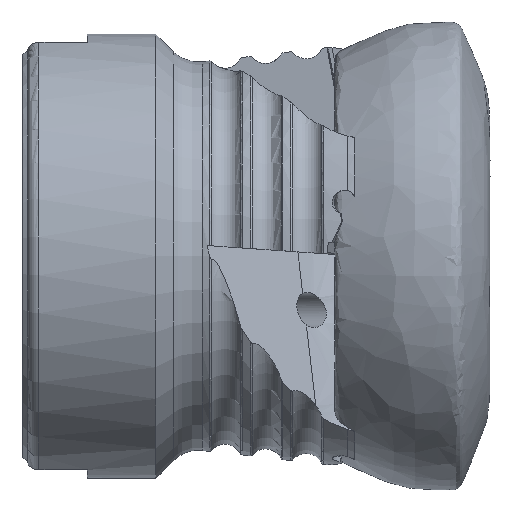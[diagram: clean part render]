
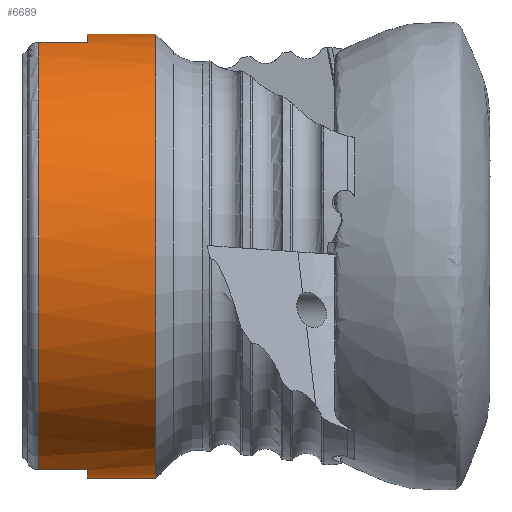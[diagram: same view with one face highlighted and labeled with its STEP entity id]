
A CAD part, front view. The second image highlights one B-rep face of the part: STEP entity #6689.
In plain terms, the highlighted cylindrical face has radius 19 mm (diameter 38 mm), a full revolution.
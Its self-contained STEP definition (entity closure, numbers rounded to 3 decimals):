
#51 = CARTESIAN_POINT ( 'NONE',  ( -27.455, 0., 0. ) ) ;
#68 = EDGE_CURVE ( 'NONE', #3437, #1569, #3425, .T. ) ;
#271 = EDGE_CURVE ( 'NONE', #8111, #3437, #6373, .T. ) ;
#364 = CIRCLE ( 'NONE', #3989, 19. ) ;
#368 = CARTESIAN_POINT ( 'NONE',  ( 0., 0., 0. ) ) ;
#519 = EDGE_CURVE ( 'NONE', #3034, #5623, #3052, .T. ) ;
#706 = CARTESIAN_POINT ( 'NONE',  ( -27.455, 0., -19. ) ) ;
#744 = CYLINDRICAL_SURFACE ( 'NONE', #9137, 19. ) ;
#796 = CARTESIAN_POINT ( 'NONE',  ( -37.455, 5.154, 18.288 ) ) ;
#827 = DIRECTION ( 'NONE',  ( 0., 0., -1. ) ) ;
#922 = DIRECTION ( 'NONE',  ( -1., 0., 0. ) ) ;
#973 = VECTOR ( 'NONE', #922, 1000. ) ;
#1038 = CARTESIAN_POINT ( 'NONE',  ( -37.455, 5.154, -18.288 ) ) ;
#1067 = CARTESIAN_POINT ( 'NONE',  ( 0., -5.154, -18.288 ) ) ;
#1128 = EDGE_CURVE ( 'NONE', #5623, #5358, #10091, .T. ) ;
#1280 = DIRECTION ( 'NONE',  ( -1., 0., 0. ) ) ;
#1294 = CARTESIAN_POINT ( 'NONE',  ( -37.455, 0., 0. ) ) ;
#1335 = VECTOR ( 'NONE', #1853, 1000. ) ;
#1569 = VERTEX_POINT ( 'NONE', #6438 ) ;
#1598 = EDGE_CURVE ( 'Kante166', #5358, #7349, #8065, .T. ) ;
#1853 = DIRECTION ( 'NONE',  ( 1., 0., 0. ) ) ;
#2085 = DIRECTION ( 'NONE',  ( 0., 0., -1. ) ) ;
#2496 = CARTESIAN_POINT ( 'NONE',  ( -33.305, 5.154, -18.288 ) ) ;
#2531 = CARTESIAN_POINT ( 'NONE',  ( 0., 5.154, 18.288 ) ) ;
#2553 = EDGE_CURVE ( 'NONE', #4841, #4841, #8568, .T. ) ;
#2633 = ORIENTED_EDGE ( 'NONE', *, *, #4658, .T. ) ;
#2637 = DIRECTION ( 'NONE',  ( 1., 0., 0. ) ) ;
#2789 = ORIENTED_EDGE ( 'NONE', *, *, #7168, .F. ) ;
#2839 = AXIS2_PLACEMENT_3D ( 'NONE', #7330, #2637, #8128 ) ;
#2880 = CARTESIAN_POINT ( 'NONE',  ( -33.305, 0., 0. ) ) ;
#3034 = VERTEX_POINT ( 'NONE', #2496 ) ;
#3052 = LINE ( 'NONE', #6374, #973 ) ;
#3073 = CARTESIAN_POINT ( 'NONE',  ( -33.305, 5.154, 18.288 ) ) ;
#3084 = FACE_OUTER_BOUND ( 'NONE', #5858, .T. ) ;
#3160 = ORIENTED_EDGE ( 'NONE', *, *, #1598, .T. ) ;
#3403 = VECTOR ( 'NONE', #7260, 1000. ) ;
#3425 = LINE ( 'NONE', #1067, #1335 ) ;
#3437 = VERTEX_POINT ( 'NONE', #9297 ) ;
#3663 = DIRECTION ( 'NONE',  ( 0., 0., -1. ) ) ;
#3872 = VECTOR ( 'NONE', #6270, 1000. ) ;
#3989 = AXIS2_PLACEMENT_3D ( 'NONE', #5979, #1280, #6755 ) ;
#4042 = EDGE_LOOP ( 'NONE', ( #8510 ) ) ;
#4139 = CARTESIAN_POINT ( 'NONE',  ( -37.455, -5.154, 18.288 ) ) ;
#4459 = AXIS2_PLACEMENT_3D ( 'NONE', #1294, #6766, #2085 ) ;
#4658 = EDGE_CURVE ( 'NONE', #6695, #8111, #9923, .T. ) ;
#4805 = ORIENTED_EDGE ( 'NONE', *, *, #68, .T. ) ;
#4841 = VERTEX_POINT ( 'NONE', #706 ) ;
#4863 = AXIS2_PLACEMENT_3D ( 'NONE', #51, #5531, #827 ) ;
#5065 = DIRECTION ( 'NONE',  ( 1., 0., 0. ) ) ;
#5358 = VERTEX_POINT ( 'NONE', #796 ) ;
#5531 = DIRECTION ( 'NONE',  ( 1., 0., 0. ) ) ;
#5558 = CARTESIAN_POINT ( 'NONE',  ( 0., -5.154, 18.288 ) ) ;
#5623 = VERTEX_POINT ( 'NONE', #1038 ) ;
#5772 = ORIENTED_EDGE ( 'NONE', *, *, #1128, .T. ) ;
#5858 = EDGE_LOOP ( 'NONE', ( #5772, #3160, #2789, #2633, #9954, #4805, #6090, #7584 ) ) ;
#5979 = CARTESIAN_POINT ( 'NONE',  ( -33.305, 0., 0. ) ) ;
#6090 = ORIENTED_EDGE ( 'NONE', *, *, #6165, .F. ) ;
#6165 = EDGE_CURVE ( 'Kante164', #3034, #1569, #8995, .T. ) ;
#6270 = DIRECTION ( 'NONE',  ( -1., 0., 0. ) ) ;
#6373 = CIRCLE ( 'NONE', #4459, 19. ) ;
#6374 = CARTESIAN_POINT ( 'NONE',  ( 0., 5.154, -18.288 ) ) ;
#6438 = CARTESIAN_POINT ( 'NONE',  ( -33.305, -5.154, -18.288 ) ) ;
#6689 = ADVANCED_FACE ( 'NONE', ( #3084, #6987 ), #744, .T. ) ;
#6695 = VERTEX_POINT ( 'NONE', #9040 ) ;
#6755 = DIRECTION ( 'NONE',  ( 0., 0., -1. ) ) ;
#6766 = DIRECTION ( 'NONE',  ( 1., 0., 0. ) ) ;
#6987 = FACE_OUTER_BOUND ( 'NONE', #4042, .T. ) ;
#7168 = EDGE_CURVE ( 'NONE', #6695, #7349, #364, .T. ) ;
#7260 = DIRECTION ( 'NONE',  ( 1., 0., 0. ) ) ;
#7330 = CARTESIAN_POINT ( 'NONE',  ( -37.455, 0., 0. ) ) ;
#7349 = VERTEX_POINT ( 'NONE', #3073 ) ;
#7584 = ORIENTED_EDGE ( 'NONE', *, *, #519, .T. ) ;
#8065 = LINE ( 'NONE', #2531, #3403 ) ;
#8111 = VERTEX_POINT ( 'NONE', #4139 ) ;
#8128 = DIRECTION ( 'NONE',  ( 0., 0., -1. ) ) ;
#8226 = DIRECTION ( 'NONE',  ( 0., 0., -1. ) ) ;
#8247 = AXIS2_PLACEMENT_3D ( 'NONE', #2880, #8372, #3663 ) ;
#8372 = DIRECTION ( 'NONE',  ( -1., 0., 0. ) ) ;
#8510 = ORIENTED_EDGE ( 'NONE', *, *, #2553, .F. ) ;
#8568 = CIRCLE ( 'NONE', #4863, 19. ) ;
#8995 = CIRCLE ( 'NONE', #8247, 19. ) ;
#9040 = CARTESIAN_POINT ( 'NONE',  ( -33.305, -5.154, 18.288 ) ) ;
#9137 = AXIS2_PLACEMENT_3D ( 'NONE', #368, #5065, #8226 ) ;
#9297 = CARTESIAN_POINT ( 'NONE',  ( -37.455, -5.154, -18.288 ) ) ;
#9923 = LINE ( 'NONE', #5558, #3872 ) ;
#9954 = ORIENTED_EDGE ( 'NONE', *, *, #271, .T. ) ;
#10091 = CIRCLE ( 'NONE', #2839, 19. ) ;
